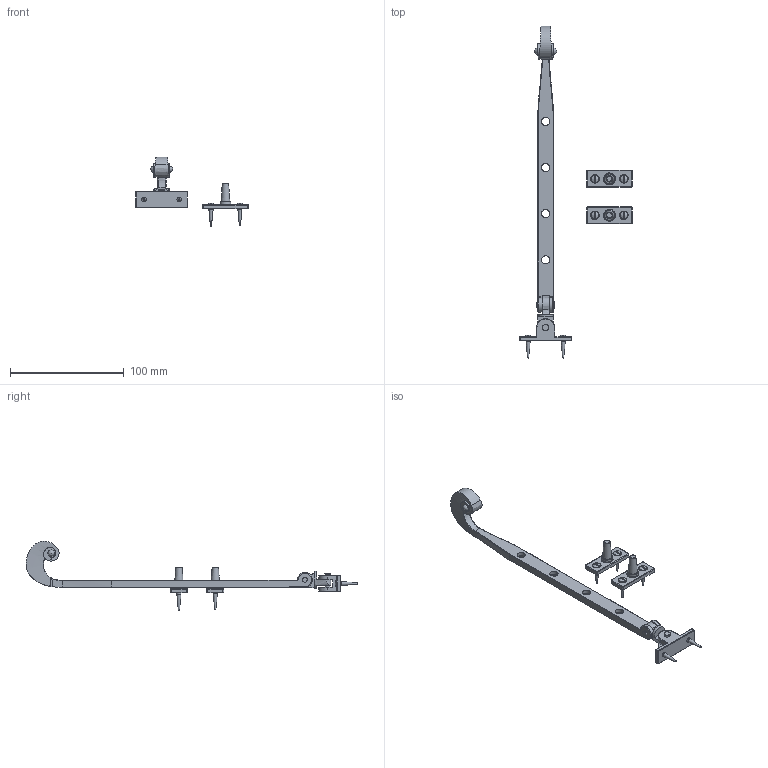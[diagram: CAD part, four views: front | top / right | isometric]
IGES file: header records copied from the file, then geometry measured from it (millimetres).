
Global section: file name: P4293-A; native system: Autodesk Inventor 2018; preprocessor: unknown; author: ashami; date: 20180911.115942; units: millimetre
Bounding box: 98.68 x 291.34 x 61.12 mm (x, y, z)
Volume: 32347.2 mm3; surface area: 22516.7 mm2
Topology: 13 solids, 13 shells, 306 faces, 772 edges, 489 vertices
Faces by surface type: bspline 306
